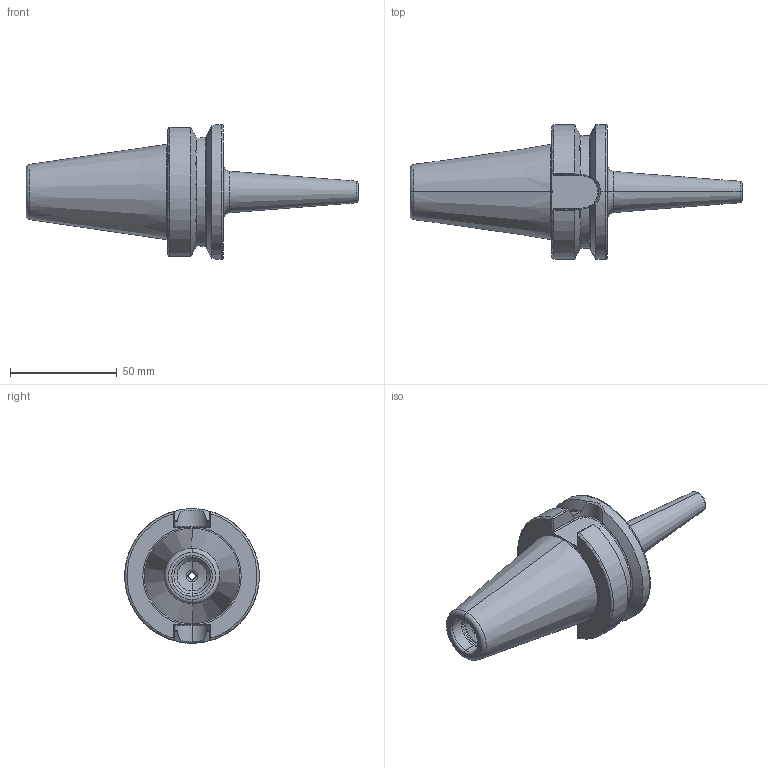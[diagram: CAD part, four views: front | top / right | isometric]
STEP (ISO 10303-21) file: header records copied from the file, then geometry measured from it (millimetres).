
FILE_DESCRIPTION (( 'STEP AP203' ), '1' );
FILE_NAME ('BT40A265A03090HP1.STEP', '2021-03-12T00:47:44', ( 'user' ), ( '' ), 'SwSTEP 2.0', 'SolidWorks 2013', '' );
FILE_SCHEMA (( 'CONFIG_CONTROL_DESIGN' ));
Length unit declared in the file: millimetre
Products named in the file (1): BT40A265A03090HP1
Bounding box: 155.4 x 63 x 63 mm (x, y, z)
Volume: 137303.8 mm3; surface area: 25045.7 mm2
Topology: 1 solids, 1 shells, 109 faces, 277 edges, 165 vertices
Faces by surface type: torus 29, cylinder 29, cone 26, plane 23, bspline 2
Entity records: 3568 total; most frequent: CARTESIAN_POINT 907, DIRECTION 555, ORIENTED_EDGE 546, EDGE_CURVE 273, AXIS2_PLACEMENT_3D 229, VERTEX_POINT 165, CIRCLE 121, EDGE_LOOP 114
